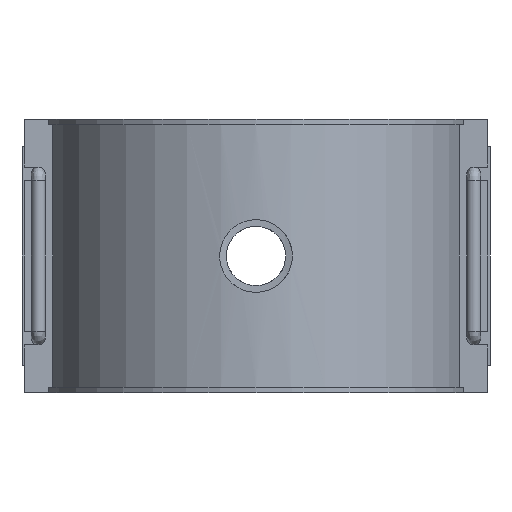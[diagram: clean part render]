
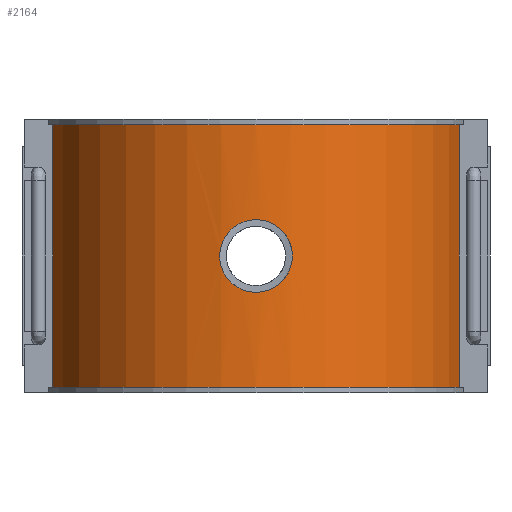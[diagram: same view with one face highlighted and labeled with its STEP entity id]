
A CAD part, front view. The second image highlights one B-rep face of the part: STEP entity #2164.
In plain terms, the highlighted cylindrical face has radius 90 mm (diameter 180 mm), a partial arc.
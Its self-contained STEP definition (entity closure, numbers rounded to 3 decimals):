
#31=LINE('',#3554,#238);
#66=LINE('',#3764,#273);
#238=VECTOR('',#2534,113.28);
#273=VECTOR('',#2611,113.28);
#532=CIRCLE('',#2298,90.);
#540=CIRCLE('',#2312,90.);
#612=FACE_BOUND('',#814,.T.);
#670=FACE_OUTER_BOUND('',#813,.T.);
#813=EDGE_LOOP('',(#1612,#1613,#1614,#1615));
#814=EDGE_LOOP('',(#1616));
#962=B_SPLINE_CURVE_WITH_KNOTS('',3,(#3078,#3079,#3080,#3081,#3082,#3083,
#3084,#3085,#3086,#3087,#3088,#3089,#3090,#3091,#3092,#3093,#3094,#3095,
#3096,#3097,#3098,#3099,#3100,#3101,#3102,#3103,#3104,#3105,#3106,#3107,
#3108,#3109,#3110,#3111,#3112,#3113,#3114,#3115,#3116,#3117,#3118,#3119,
#3120,#3121,#3122,#3123,#3124,#3125,#3126,#3127,#3128,#3129,#3130,#3131,
#3132,#3133,#3134,#3135,#3136,#3137,#3138,#3139,#3140,#3141,#3142,#3143),
 .UNSPECIFIED.,.T.,.F.,(4,2,2,2,2,2,2,2,2,2,2,2,2,2,2,2,2,2,2,2,2,2,2,2,
2,2,2,2,2,2,2,2,4),(0.,0.296,0.592,0.888,
1.184,1.48,1.776,2.072,2.368,
2.664,2.96,3.256,3.552,3.848,
4.144,4.44,4.736,5.032,5.328,
5.623,5.919,6.215,6.511,6.807,
7.103,7.399,7.695,7.991,8.287,
8.583,8.879,9.175,9.471),
 .UNSPECIFIED.);
#987=VERTEX_POINT('',#3077);
#1007=VERTEX_POINT('',#3539);
#1008=VERTEX_POINT('',#3541);
#1012=VERTEX_POINT('',#3553);
#1031=VERTEX_POINT('',#3598);
#1195=EDGE_CURVE('',#987,#987,#962,.T.);
#1219=EDGE_CURVE('',#1007,#1008,#532,.T.);
#1224=EDGE_CURVE('',#1007,#1012,#31,.T.);
#1246=EDGE_CURVE('',#1031,#1012,#540,.T.);
#1279=EDGE_CURVE('',#1008,#1031,#66,.T.);
#1612=ORIENTED_EDGE('',*,*,#1219,.T.);
#1613=ORIENTED_EDGE('',*,*,#1279,.T.);
#1614=ORIENTED_EDGE('',*,*,#1246,.T.);
#1615=ORIENTED_EDGE('',*,*,#1224,.F.);
#1616=ORIENTED_EDGE('',*,*,#1195,.T.);
#2121=CYLINDRICAL_SURFACE('',#2322,90.);
#2164=ADVANCED_FACE('',(#670,#612),#2121,.T.);
#2298=AXIS2_PLACEMENT_3D('',#3543,#2524,#2525);
#2312=AXIS2_PLACEMENT_3D('',#3599,#2571,#2572);
#2322=AXIS2_PLACEMENT_3D('',#3765,#2612,#2613);
#2524=DIRECTION('center_axis',(0.,0.,1.));
#2525=DIRECTION('ref_axis',(1.,0.,0.));
#2534=DIRECTION('',(0.,0.,1.));
#2571=DIRECTION('center_axis',(0.,0.,-1.));
#2572=DIRECTION('ref_axis',(1.,0.,0.));
#2611=DIRECTION('',(0.,0.,1.));
#2612=DIRECTION('center_axis',(0.,0.,1.));
#2613=DIRECTION('ref_axis',(1.,0.,0.));
#3077=CARTESIAN_POINT('',(15.68,-88.624,0.));
#3078=CARTESIAN_POINT('Ctrl Pts',(15.68,-88.624,0.));
#3079=CARTESIAN_POINT('Ctrl Pts',(15.68,-88.624,-0.987));
#3080=CARTESIAN_POINT('Ctrl Pts',(15.585,-88.64,-2.006));
#3081=CARTESIAN_POINT('Ctrl Pts',(15.188,-88.71,-4.033));
#3082=CARTESIAN_POINT('Ctrl Pts',(14.884,-88.762,-5.041));
#3083=CARTESIAN_POINT('Ctrl Pts',(14.084,-88.892,-6.972));
#3084=CARTESIAN_POINT('Ctrl Pts',(13.586,-88.971,-7.897));
#3085=CARTESIAN_POINT('Ctrl Pts',(12.435,-89.139,-9.607));
#3086=CARTESIAN_POINT('Ctrl Pts',(11.782,-89.228,-10.392));
#3087=CARTESIAN_POINT('Ctrl Pts',(10.393,-89.401,-11.782));
#3088=CARTESIAN_POINT('Ctrl Pts',(9.607,-89.49,-12.435));
#3089=CARTESIAN_POINT('Ctrl Pts',(7.897,-89.657,-13.585));
#3090=CARTESIAN_POINT('Ctrl Pts',(6.972,-89.735,-14.084));
#3091=CARTESIAN_POINT('Ctrl Pts',(5.041,-89.864,-14.884));
#3092=CARTESIAN_POINT('Ctrl Pts',(4.033,-89.915,-15.188));
#3093=CARTESIAN_POINT('Ctrl Pts',(2.006,-89.983,-15.585));
#3094=CARTESIAN_POINT('Ctrl Pts',(0.987,-90.,-15.68));
#3095=CARTESIAN_POINT('Ctrl Pts',(-0.987,-90.,-15.68));
#3096=CARTESIAN_POINT('Ctrl Pts',(-2.006,-89.983,-15.585));
#3097=CARTESIAN_POINT('Ctrl Pts',(-4.033,-89.915,-15.188));
#3098=CARTESIAN_POINT('Ctrl Pts',(-5.041,-89.864,-14.884));
#3099=CARTESIAN_POINT('Ctrl Pts',(-6.972,-89.735,-14.084));
#3100=CARTESIAN_POINT('Ctrl Pts',(-7.897,-89.657,-13.585));
#3101=CARTESIAN_POINT('Ctrl Pts',(-9.607,-89.49,-12.435));
#3102=CARTESIAN_POINT('Ctrl Pts',(-10.393,-89.401,-11.782));
#3103=CARTESIAN_POINT('Ctrl Pts',(-11.782,-89.228,-10.392));
#3104=CARTESIAN_POINT('Ctrl Pts',(-12.435,-89.139,-9.607));
#3105=CARTESIAN_POINT('Ctrl Pts',(-13.586,-88.971,-7.897));
#3106=CARTESIAN_POINT('Ctrl Pts',(-14.084,-88.892,-6.972));
#3107=CARTESIAN_POINT('Ctrl Pts',(-14.884,-88.762,-5.041));
#3108=CARTESIAN_POINT('Ctrl Pts',(-15.188,-88.71,-4.033));
#3109=CARTESIAN_POINT('Ctrl Pts',(-15.585,-88.64,-2.006));
#3110=CARTESIAN_POINT('Ctrl Pts',(-15.68,-88.624,-0.987));
#3111=CARTESIAN_POINT('Ctrl Pts',(-15.68,-88.624,0.987));
#3112=CARTESIAN_POINT('Ctrl Pts',(-15.585,-88.64,2.006));
#3113=CARTESIAN_POINT('Ctrl Pts',(-15.188,-88.71,4.033));
#3114=CARTESIAN_POINT('Ctrl Pts',(-14.884,-88.762,5.041));
#3115=CARTESIAN_POINT('Ctrl Pts',(-14.084,-88.892,6.972));
#3116=CARTESIAN_POINT('Ctrl Pts',(-13.586,-88.971,7.897));
#3117=CARTESIAN_POINT('Ctrl Pts',(-12.435,-89.139,9.607));
#3118=CARTESIAN_POINT('Ctrl Pts',(-11.782,-89.228,10.392));
#3119=CARTESIAN_POINT('Ctrl Pts',(-10.393,-89.401,11.782));
#3120=CARTESIAN_POINT('Ctrl Pts',(-9.607,-89.49,12.435));
#3121=CARTESIAN_POINT('Ctrl Pts',(-7.897,-89.657,13.585));
#3122=CARTESIAN_POINT('Ctrl Pts',(-6.972,-89.735,14.084));
#3123=CARTESIAN_POINT('Ctrl Pts',(-5.041,-89.864,14.884));
#3124=CARTESIAN_POINT('Ctrl Pts',(-4.033,-89.915,15.188));
#3125=CARTESIAN_POINT('Ctrl Pts',(-2.006,-89.983,15.585));
#3126=CARTESIAN_POINT('Ctrl Pts',(-0.987,-90.,15.68));
#3127=CARTESIAN_POINT('Ctrl Pts',(0.987,-90.,15.68));
#3128=CARTESIAN_POINT('Ctrl Pts',(2.006,-89.983,15.585));
#3129=CARTESIAN_POINT('Ctrl Pts',(4.033,-89.915,15.188));
#3130=CARTESIAN_POINT('Ctrl Pts',(5.041,-89.864,14.884));
#3131=CARTESIAN_POINT('Ctrl Pts',(6.972,-89.735,14.084));
#3132=CARTESIAN_POINT('Ctrl Pts',(7.897,-89.657,13.585));
#3133=CARTESIAN_POINT('Ctrl Pts',(9.607,-89.49,12.435));
#3134=CARTESIAN_POINT('Ctrl Pts',(10.393,-89.401,11.782));
#3135=CARTESIAN_POINT('Ctrl Pts',(11.782,-89.228,10.392));
#3136=CARTESIAN_POINT('Ctrl Pts',(12.435,-89.139,9.607));
#3137=CARTESIAN_POINT('Ctrl Pts',(13.586,-88.971,7.897));
#3138=CARTESIAN_POINT('Ctrl Pts',(14.084,-88.892,6.972));
#3139=CARTESIAN_POINT('Ctrl Pts',(14.884,-88.762,5.041));
#3140=CARTESIAN_POINT('Ctrl Pts',(15.188,-88.71,4.033));
#3141=CARTESIAN_POINT('Ctrl Pts',(15.585,-88.64,2.006));
#3142=CARTESIAN_POINT('Ctrl Pts',(15.68,-88.624,0.987));
#3143=CARTESIAN_POINT('Ctrl Pts',(15.68,-88.624,0.));
#3539=CARTESIAN_POINT('',(-87.75,-20.,-56.64));
#3541=CARTESIAN_POINT('',(87.75,-20.,-56.64));
#3543=CARTESIAN_POINT('Origin',(0.,0.,-56.64));
#3553=CARTESIAN_POINT('',(-87.75,-20.,56.64));
#3554=CARTESIAN_POINT('',(-87.75,-20.,0.));
#3598=CARTESIAN_POINT('',(87.75,-20.,56.64));
#3599=CARTESIAN_POINT('Origin',(0.,0.,56.64));
#3764=CARTESIAN_POINT('',(87.75,-20.,0.));
#3765=CARTESIAN_POINT('Origin',(0.,0.,0.));
